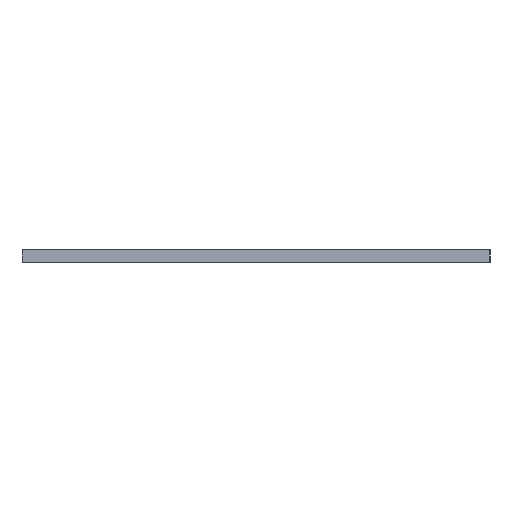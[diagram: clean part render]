
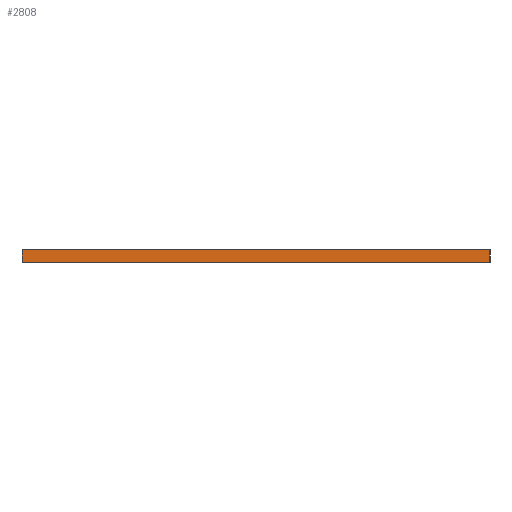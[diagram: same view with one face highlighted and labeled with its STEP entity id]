
A CAD part, left-side view. The second image highlights one B-rep face of the part: STEP entity #2808.
In plain terms, the highlighted planar face has unit normal (-1, 0, 0).
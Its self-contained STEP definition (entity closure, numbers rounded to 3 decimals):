
#370=FACE_OUTER_BOUND('',#508,.T.);
#508=EDGE_LOOP('',(#2311,#2312,#2313,#2314));
#812=LINE('',#4698,#1092);
#813=LINE('',#4701,#1093);
#814=LINE('',#4703,#1094);
#815=LINE('',#4704,#1095);
#1092=VECTOR('',#3880,10.);
#1093=VECTOR('',#3883,10.);
#1094=VECTOR('',#3884,10.);
#1095=VECTOR('',#3885,10.);
#1369=VERTEX_POINT('',#4694);
#1370=VERTEX_POINT('',#4696);
#1371=VERTEX_POINT('',#4700);
#1372=VERTEX_POINT('',#4702);
#1772=EDGE_CURVE('',#1369,#1370,#812,.T.);
#1773=EDGE_CURVE('',#1369,#1371,#813,.T.);
#1774=EDGE_CURVE('',#1372,#1370,#814,.F.);
#1775=EDGE_CURVE('',#1371,#1372,#815,.F.);
#2311=ORIENTED_EDGE('',*,*,#1773,.F.);
#2312=ORIENTED_EDGE('',*,*,#1772,.T.);
#2313=ORIENTED_EDGE('',*,*,#1774,.F.);
#2314=ORIENTED_EDGE('',*,*,#1775,.F.);
#2670=PLANE('',#3088);
#2808=ADVANCED_FACE('',(#370),#2670,.T.);
#3088=AXIS2_PLACEMENT_3D('',#4699,#3881,#3882);
#3880=DIRECTION('',(0.,0.,1.));
#3881=DIRECTION('center_axis',(-1.,0.,0.));
#3882=DIRECTION('ref_axis',(0.,-1.,0.));
#3883=DIRECTION('',(0.,1.,0.));
#3884=DIRECTION('',(0.,1.,0.));
#3885=DIRECTION('',(0.,0.,-1.));
#4694=CARTESIAN_POINT('',(-22.295,-76.455,0.));
#4696=CARTESIAN_POINT('',(-22.295,-76.455,2.));
#4698=CARTESIAN_POINT('',(-22.295,-76.455,0.));
#4699=CARTESIAN_POINT('Origin',(-22.295,0.805,0.));
#4700=CARTESIAN_POINT('',(-22.295,0.805,0.));
#4701=CARTESIAN_POINT('',(-22.295,-18.51,0.));
#4702=CARTESIAN_POINT('',(-22.295,0.805,2.));
#4703=CARTESIAN_POINT('',(-22.295,-18.51,2.));
#4704=CARTESIAN_POINT('',(-22.295,0.805,0.));
